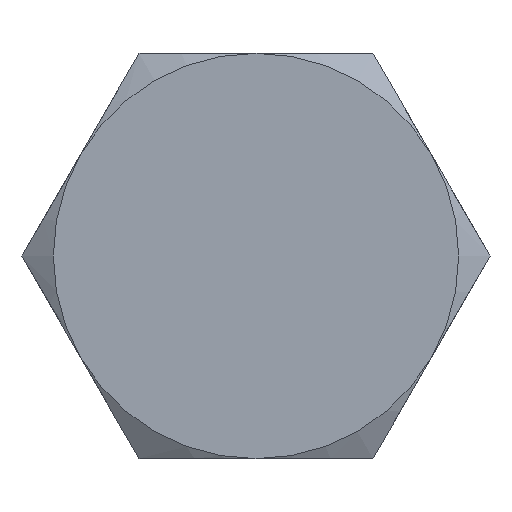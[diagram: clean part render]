
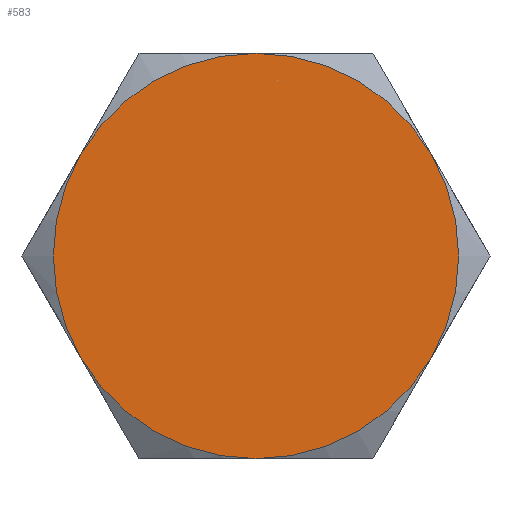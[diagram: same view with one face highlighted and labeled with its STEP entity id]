
A CAD part, left-side view. The second image highlights one B-rep face of the part: STEP entity #583.
In plain terms, the highlighted planar face has unit normal (-1, 0, 0).
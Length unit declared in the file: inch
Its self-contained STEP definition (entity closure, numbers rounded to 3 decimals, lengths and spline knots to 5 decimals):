
#32=CIRCLE('',#614,0.46875);
#33=CIRCLE('',#616,0.46875);
#34=CIRCLE('',#618,0.46875);
#35=CIRCLE('',#620,0.46875);
#36=CIRCLE('',#622,0.46875);
#37=CIRCLE('',#624,0.46875);
#107=FACE_OUTER_BOUND('',#145,.T.);
#145=EDGE_LOOP('',(#530,#531,#532,#533,#534,#535));
#270=VERTEX_POINT('',#8661);
#272=VERTEX_POINT('',#8672);
#274=VERTEX_POINT('',#8682);
#276=VERTEX_POINT('',#8692);
#278=VERTEX_POINT('',#8702);
#280=VERTEX_POINT('',#8712);
#360=EDGE_CURVE('',#280,#270,#32,.T.);
#361=EDGE_CURVE('',#278,#280,#33,.T.);
#362=EDGE_CURVE('',#276,#278,#34,.T.);
#363=EDGE_CURVE('',#274,#276,#35,.T.);
#364=EDGE_CURVE('',#272,#274,#36,.T.);
#365=EDGE_CURVE('',#270,#272,#37,.T.);
#530=ORIENTED_EDGE('',*,*,#360,.T.);
#531=ORIENTED_EDGE('',*,*,#365,.T.);
#532=ORIENTED_EDGE('',*,*,#364,.T.);
#533=ORIENTED_EDGE('',*,*,#363,.T.);
#534=ORIENTED_EDGE('',*,*,#362,.T.);
#535=ORIENTED_EDGE('',*,*,#361,.T.);
#548=PLANE('',#625);
#583=ADVANCED_FACE('',(#107),#548,.T.);
#614=AXIS2_PLACEMENT_3D('',#8720,#712,#713);
#616=AXIS2_PLACEMENT_3D('',#8722,#716,#717);
#618=AXIS2_PLACEMENT_3D('',#8724,#720,#721);
#620=AXIS2_PLACEMENT_3D('',#8726,#724,#725);
#622=AXIS2_PLACEMENT_3D('',#8728,#728,#729);
#624=AXIS2_PLACEMENT_3D('',#8730,#732,#733);
#625=AXIS2_PLACEMENT_3D('',#8731,#734,#735);
#712=DIRECTION('center_axis',(-1.,0.,0.));
#713=DIRECTION('ref_axis',(0.,0.,1.));
#716=DIRECTION('center_axis',(-1.,0.,0.));
#717=DIRECTION('ref_axis',(0.,0.,1.));
#720=DIRECTION('center_axis',(-1.,0.,0.));
#721=DIRECTION('ref_axis',(0.,0.,1.));
#724=DIRECTION('center_axis',(-1.,0.,0.));
#725=DIRECTION('ref_axis',(0.,0.,1.));
#728=DIRECTION('center_axis',(-1.,0.,0.));
#729=DIRECTION('ref_axis',(0.,0.,1.));
#732=DIRECTION('center_axis',(-1.,0.,0.));
#733=DIRECTION('ref_axis',(0.,0.,1.));
#734=DIRECTION('center_axis',(-1.,0.,0.));
#735=DIRECTION('ref_axis',(0.,0.,1.));
#8661=CARTESIAN_POINT('',(-1.19531,0.,0.46875));
#8672=CARTESIAN_POINT('',(-1.19531,0.40595,0.23438));
#8682=CARTESIAN_POINT('',(-1.19531,0.40595,-0.23438));
#8692=CARTESIAN_POINT('',(-1.19531,0.,-0.46875));
#8702=CARTESIAN_POINT('',(-1.19531,-0.40595,-0.23438));
#8712=CARTESIAN_POINT('',(-1.19531,-0.40595,0.23438));
#8720=CARTESIAN_POINT('Origin',(-1.19531,0.,0.));
#8722=CARTESIAN_POINT('Origin',(-1.19531,0.,0.));
#8724=CARTESIAN_POINT('Origin',(-1.19531,0.,0.));
#8726=CARTESIAN_POINT('Origin',(-1.19531,0.,0.));
#8728=CARTESIAN_POINT('Origin',(-1.19531,0.,0.));
#8730=CARTESIAN_POINT('Origin',(-1.19531,0.,0.));
#8731=CARTESIAN_POINT('Origin',(-1.19531,0.27063,0.46875));
